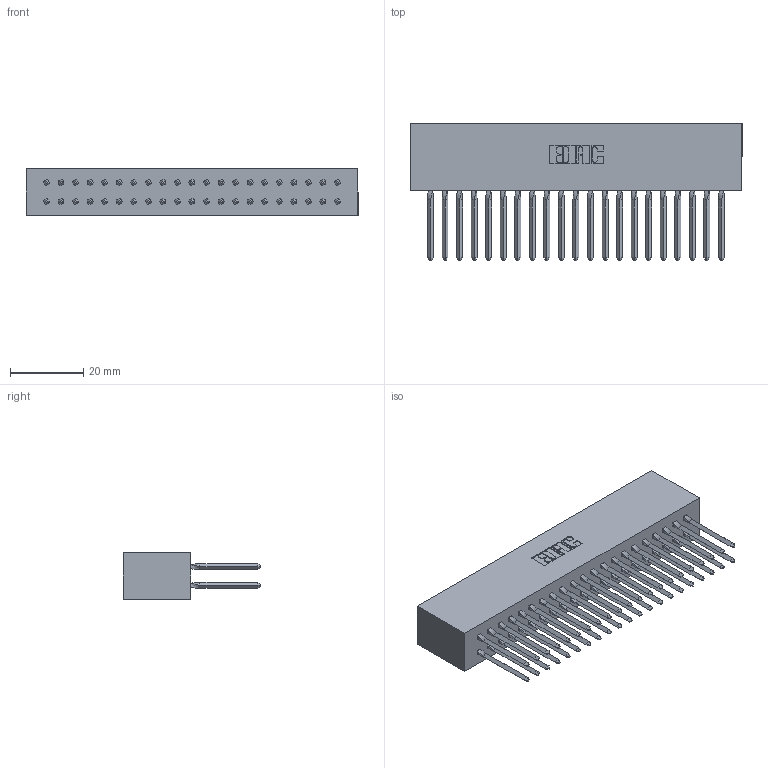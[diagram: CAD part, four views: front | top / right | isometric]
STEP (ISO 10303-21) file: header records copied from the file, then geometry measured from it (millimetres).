
FILE_DESCRIPTION (( 'STEP AP203' ), '1' );
FILE_NAME ('317-042-542-801.STEP', '2020-02-28T01:25:35', ( '' ), ( '' ), 'SwSTEP 2.0', 'SolidWorks 2016', '' );
FILE_SCHEMA (( 'CONFIG_CONTROL_DESIGN' ));
Length unit declared in the file: inch
Products named in the file (3): 317-290-003_542; 317-042-542-801; 317 Part_Lugless
Assembly tree (43 placements, depth 2):
  317-042-542-801
    317 Part_Lugless
    317-290-003_542  x42
Bounding box: 90.42 x 37.34 x 12.7 mm (x, y, z)
Volume: 15873.3 mm3; surface area: 21576.1 mm2
Topology: 43 solids, 43 shells, 2484 faces, 6959 edges, 4442 vertices
Faces by surface type: plane 1982, cylinder 334, bspline 168
Entity records: 31893 total; most frequent: CARTESIAN_POINT 5809, ORIENTED_EDGE 5472, DIRECTION 4632, EDGE_CURVE 2736, LINE 2574, VECTOR 2574, VERTEX_POINT 1818, AXIS2_PLACEMENT_3D 1029
